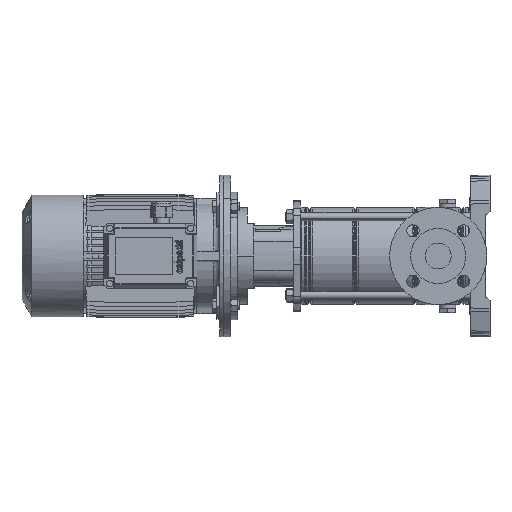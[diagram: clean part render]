
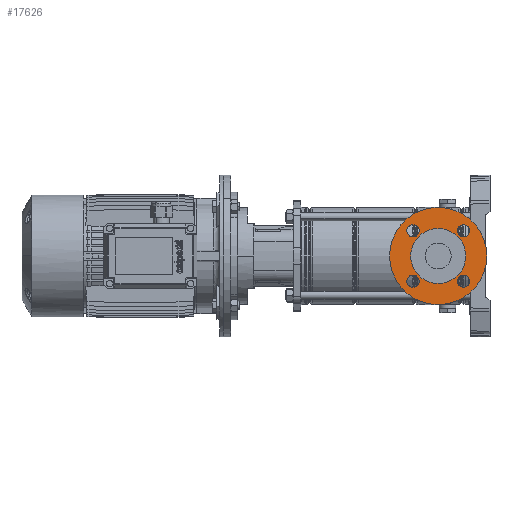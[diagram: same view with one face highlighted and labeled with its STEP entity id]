
A CAD part, left-side view. The second image highlights one B-rep face of the part: STEP entity #17626.
In plain terms, the highlighted face is planar.
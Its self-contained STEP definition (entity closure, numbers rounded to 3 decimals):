
#843 = VERTEX_POINT ( 'NONE', #47919 ) ;
#1032 = VERTEX_POINT ( 'NONE', #10722 ) ;
#1603 = EDGE_CURVE ( 'NONE', #48308, #5975, #68305, .T. ) ;
#1963 = EDGE_LOOP ( 'NONE', ( #57923, #31663 ) ) ;
#2180 = EDGE_CURVE ( 'NONE', #5975, #48308, #39119, .T. ) ;
#3046 = ORIENTED_EDGE ( 'NONE', *, *, #17194, .F. ) ;
#4258 = DIRECTION ( 'NONE',  ( 0., 1., 0. ) ) ;
#4284 = CARTESIAN_POINT ( 'NONE',  ( 0., 138., 47.5 ) ) ;
#5053 = CARTESIAN_POINT ( 'NONE',  ( 38.891, 138., 8.609 ) ) ;
#5592 = FACE_BOUND ( 'NONE', #53780, .T. ) ;
#5975 = VERTEX_POINT ( 'NONE', #9074 ) ;
#6310 = CARTESIAN_POINT ( 'NONE',  ( 0., 138., 47.5 ) ) ;
#6828 = ORIENTED_EDGE ( 'NONE', *, *, #18607, .F. ) ;
#7517 = AXIS2_PLACEMENT_3D ( 'NONE', #8956, #31142, #13867 ) ;
#7932 = EDGE_CURVE ( 'NONE', #35292, #1032, #45282, .T. ) ;
#8146 = VERTEX_POINT ( 'NONE', #48649 ) ;
#8956 = CARTESIAN_POINT ( 'NONE',  ( 0., 138., 47.5 ) ) ;
#9074 = CARTESIAN_POINT ( 'NONE',  ( 0., 138., 5. ) ) ;
#10139 = PLANE ( 'NONE',  #10302 ) ;
#10302 = AXIS2_PLACEMENT_3D ( 'NONE', #50283, #63006, #21739 ) ;
#10474 = CARTESIAN_POINT ( 'NONE',  ( 0., 138., -27.5 ) ) ;
#10722 = CARTESIAN_POINT ( 'NONE',  ( 38.891, 138., -0.891 ) ) ;
#11739 = CARTESIAN_POINT ( 'NONE',  ( 38.891, 138., 18.109 ) ) ;
#12139 = EDGE_CURVE ( 'NONE', #59735, #57712, #62641, .T. ) ;
#12869 = AXIS2_PLACEMENT_3D ( 'NONE', #16953, #73631, #61984 ) ;
#13096 = VERTEX_POINT ( 'NONE', #66958 ) ;
#13867 = DIRECTION ( 'NONE',  ( 0., 0., 1. ) ) ;
#15126 = AXIS2_PLACEMENT_3D ( 'NONE', #4284, #71848, #67316 ) ;
#15435 = ORIENTED_EDGE ( 'NONE', *, *, #21826, .F. ) ;
#16482 = FACE_BOUND ( 'NONE', #66739, .T. ) ;
#16953 = CARTESIAN_POINT ( 'NONE',  ( 0., 138., 47.5 ) ) ;
#17194 = EDGE_CURVE ( 'NONE', #843, #31106, #70133, .T. ) ;
#17626 = ADVANCED_FACE ( 'NONE', ( #72784, #51035, #40165, #5592, #55911, #16482 ), #10139, .T. ) ;
#18607 = EDGE_CURVE ( 'NONE', #48752, #39768, #22028, .T. ) ;
#19232 = CIRCLE ( 'NONE', #61159, 9.5 ) ;
#19573 = CIRCLE ( 'NONE', #66280, 9.5 ) ;
#21182 = AXIS2_PLACEMENT_3D ( 'NONE', #48980, #72250, #26094 ) ;
#21739 = DIRECTION ( 'NONE',  ( 0., 0., 1. ) ) ;
#21826 = EDGE_CURVE ( 'NONE', #31106, #843, #19573, .T. ) ;
#22028 = CIRCLE ( 'NONE', #38836, 9.5 ) ;
#22927 = CARTESIAN_POINT ( 'NONE',  ( -38.891, 138., 8.609 ) ) ;
#24703 = CARTESIAN_POINT ( 'NONE',  ( -38.891, 138., 86.391 ) ) ;
#25857 = CARTESIAN_POINT ( 'NONE',  ( 38.891, 138., 8.609 ) ) ;
#26094 = DIRECTION ( 'NONE',  ( 0., 0., 1. ) ) ;
#26626 = AXIS2_PLACEMENT_3D ( 'NONE', #22927, #35676, #69814 ) ;
#27143 = DIRECTION ( 'NONE',  ( 0., 0., 1. ) ) ;
#27206 = CARTESIAN_POINT ( 'NONE',  ( 0., 138., 122.5 ) ) ;
#27959 = DIRECTION ( 'NONE',  ( 0., 1., 0. ) ) ;
#28218 = CARTESIAN_POINT ( 'NONE',  ( 38.891, 138., 86.391 ) ) ;
#28243 = AXIS2_PLACEMENT_3D ( 'NONE', #28218, #73973, #67241 ) ;
#31106 = VERTEX_POINT ( 'NONE', #68822 ) ;
#31127 = DIRECTION ( 'NONE',  ( 0., 1., 0. ) ) ;
#31142 = DIRECTION ( 'NONE',  ( 0., 1., 0. ) ) ;
#31663 = ORIENTED_EDGE ( 'NONE', *, *, #54322, .F. ) ;
#32459 = CARTESIAN_POINT ( 'NONE',  ( 0., 138., 90. ) ) ;
#35220 = ORIENTED_EDGE ( 'NONE', *, *, #60334, .T. ) ;
#35292 = VERTEX_POINT ( 'NONE', #11739 ) ;
#35621 = CIRCLE ( 'NONE', #12869, 75. ) ;
#35676 = DIRECTION ( 'NONE',  ( 0., 1., 0. ) ) ;
#36818 = EDGE_CURVE ( 'NONE', #1032, #35292, #19232, .T. ) ;
#37983 = CIRCLE ( 'NONE', #21182, 9.5 ) ;
#38836 = AXIS2_PLACEMENT_3D ( 'NONE', #63953, #56850, #51584 ) ;
#39119 = CIRCLE ( 'NONE', #15126, 42.5 ) ;
#39768 = VERTEX_POINT ( 'NONE', #48804 ) ;
#40165 = FACE_BOUND ( 'NONE', #58372, .T. ) ;
#44909 = ORIENTED_EDGE ( 'NONE', *, *, #2180, .T. ) ;
#45282 = CIRCLE ( 'NONE', #72781, 9.5 ) ;
#47897 = EDGE_LOOP ( 'NONE', ( #67323, #35220 ) ) ;
#47919 = CARTESIAN_POINT ( 'NONE',  ( 38.891, 138., 95.891 ) ) ;
#48308 = VERTEX_POINT ( 'NONE', #32459 ) ;
#48649 = CARTESIAN_POINT ( 'NONE',  ( -38.891, 138., 76.891 ) ) ;
#48752 = VERTEX_POINT ( 'NONE', #62732 ) ;
#48804 = CARTESIAN_POINT ( 'NONE',  ( -38.891, 138., -0.891 ) ) ;
#48980 = CARTESIAN_POINT ( 'NONE',  ( -38.891, 138., 86.391 ) ) ;
#49404 = CIRCLE ( 'NONE', #26626, 9.5 ) ;
#50283 = CARTESIAN_POINT ( 'NONE',  ( 0., 138., 90. ) ) ;
#50875 = DIRECTION ( 'NONE',  ( 0., 0., 1. ) ) ;
#51035 = FACE_BOUND ( 'NONE', #68188, .T. ) ;
#51584 = DIRECTION ( 'NONE',  ( 0., 0., 1. ) ) ;
#53253 = DIRECTION ( 'NONE',  ( 0., 0., 1. ) ) ;
#53780 = EDGE_LOOP ( 'NONE', ( #6828, #66379 ) ) ;
#53807 = EDGE_CURVE ( 'NONE', #39768, #48752, #49404, .T. ) ;
#54286 = AXIS2_PLACEMENT_3D ( 'NONE', #24703, #58479, #53253 ) ;
#54322 = EDGE_CURVE ( 'NONE', #8146, #13096, #71044, .T. ) ;
#55911 = FACE_OUTER_BOUND ( 'NONE', #47897, .T. ) ;
#56850 = DIRECTION ( 'NONE',  ( 0., 1., 0. ) ) ;
#57712 = VERTEX_POINT ( 'NONE', #10474 ) ;
#57923 = ORIENTED_EDGE ( 'NONE', *, *, #59717, .F. ) ;
#58119 = DIRECTION ( 'NONE',  ( 0., 0., 1. ) ) ;
#58372 = EDGE_LOOP ( 'NONE', ( #59436, #59391 ) ) ;
#58479 = DIRECTION ( 'NONE',  ( 0., 1., 0. ) ) ;
#59391 = ORIENTED_EDGE ( 'NONE', *, *, #36818, .F. ) ;
#59436 = ORIENTED_EDGE ( 'NONE', *, *, #7932, .F. ) ;
#59717 = EDGE_CURVE ( 'NONE', #13096, #8146, #37983, .T. ) ;
#59735 = VERTEX_POINT ( 'NONE', #27206 ) ;
#59956 = AXIS2_PLACEMENT_3D ( 'NONE', #6310, #72840, #58119 ) ;
#60334 = EDGE_CURVE ( 'NONE', #57712, #59735, #35621, .T. ) ;
#61061 = ORIENTED_EDGE ( 'NONE', *, *, #1603, .T. ) ;
#61159 = AXIS2_PLACEMENT_3D ( 'NONE', #5053, #27959, #50875 ) ;
#61285 = CARTESIAN_POINT ( 'NONE',  ( 38.891, 138., 86.391 ) ) ;
#61984 = DIRECTION ( 'NONE',  ( 0., 0., 1. ) ) ;
#62641 = CIRCLE ( 'NONE', #7517, 75. ) ;
#62732 = CARTESIAN_POINT ( 'NONE',  ( -38.891, 138., 18.109 ) ) ;
#63006 = DIRECTION ( 'NONE',  ( 0., 1., 0. ) ) ;
#63953 = CARTESIAN_POINT ( 'NONE',  ( -38.891, 138., 8.609 ) ) ;
#65605 = DIRECTION ( 'NONE',  ( 0., 0., 1. ) ) ;
#66280 = AXIS2_PLACEMENT_3D ( 'NONE', #61285, #4258, #27143 ) ;
#66379 = ORIENTED_EDGE ( 'NONE', *, *, #53807, .F. ) ;
#66739 = EDGE_LOOP ( 'NONE', ( #61061, #44909 ) ) ;
#66958 = CARTESIAN_POINT ( 'NONE',  ( -38.891, 138., 95.891 ) ) ;
#67241 = DIRECTION ( 'NONE',  ( 0., 0., 1. ) ) ;
#67316 = DIRECTION ( 'NONE',  ( 0., 0., 1. ) ) ;
#67323 = ORIENTED_EDGE ( 'NONE', *, *, #12139, .T. ) ;
#68188 = EDGE_LOOP ( 'NONE', ( #3046, #15435 ) ) ;
#68305 = CIRCLE ( 'NONE', #59956, 42.5 ) ;
#68822 = CARTESIAN_POINT ( 'NONE',  ( 38.891, 138., 76.891 ) ) ;
#69814 = DIRECTION ( 'NONE',  ( 0., 0., 1. ) ) ;
#70133 = CIRCLE ( 'NONE', #28243, 9.5 ) ;
#71044 = CIRCLE ( 'NONE', #54286, 9.5 ) ;
#71848 = DIRECTION ( 'NONE',  ( 0., -1., 0. ) ) ;
#72250 = DIRECTION ( 'NONE',  ( 0., 1., 0. ) ) ;
#72781 = AXIS2_PLACEMENT_3D ( 'NONE', #25857, #31127, #65605 ) ;
#72784 = FACE_BOUND ( 'NONE', #1963, .T. ) ;
#72840 = DIRECTION ( 'NONE',  ( 0., -1., 0. ) ) ;
#73631 = DIRECTION ( 'NONE',  ( 0., 1., 0. ) ) ;
#73973 = DIRECTION ( 'NONE',  ( 0., 1., 0. ) ) ;
